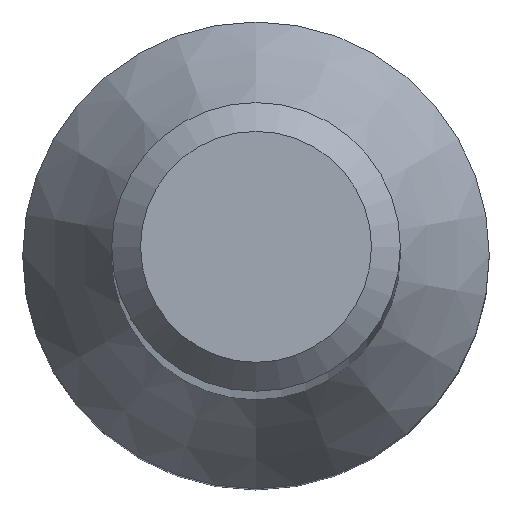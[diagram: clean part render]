
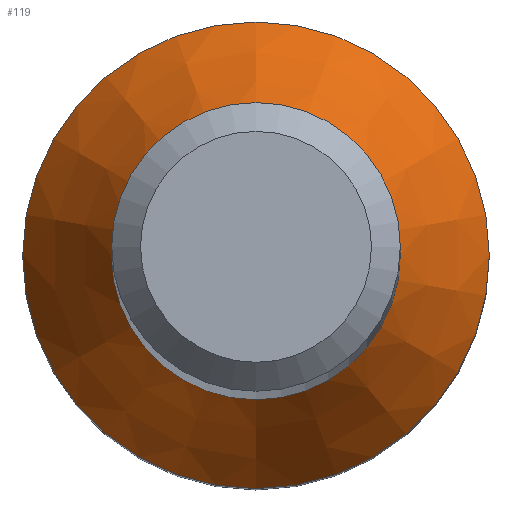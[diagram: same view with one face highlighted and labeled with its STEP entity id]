
A CAD part, top view. The second image highlights one B-rep face of the part: STEP entity #119.
In plain terms, the highlighted conical face has half-angle 30 degrees and reference radius 4.85 mm.
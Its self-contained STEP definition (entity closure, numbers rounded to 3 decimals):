
#9 = DIRECTION ( 'NONE',  ( 0., 1., 0. ) ) ;
#27 = ORIENTED_EDGE ( 'NONE', *, *, #45, .F. ) ;
#37 = FACE_BOUND ( 'NONE', #201, .T. ) ;
#39 = CARTESIAN_POINT ( 'NONE',  ( 0., 0., 19.204 ) ) ;
#40 = CIRCLE ( 'NONE', #99, 3. ) ;
#42 = CARTESIAN_POINT ( 'NONE',  ( 0., 0., 16. ) ) ;
#43 = VERTEX_POINT ( 'NONE', #242 ) ;
#45 = EDGE_CURVE ( 'NONE', #43, #43, #69, .T. ) ;
#54 = VERTEX_POINT ( 'NONE', #72 ) ;
#61 = DIRECTION ( 'NONE',  ( 0., 1., 0. ) ) ;
#68 = EDGE_CURVE ( 'NONE', #54, #54, #40, .T. ) ;
#69 = CIRCLE ( 'NONE', #161, 4.85 ) ;
#70 = CONICAL_SURFACE ( 'NONE', #109, 4.85, 0.524 ) ;
#72 = CARTESIAN_POINT ( 'NONE',  ( 0., 3., 19.204 ) ) ;
#78 = FACE_OUTER_BOUND ( 'NONE', #115, .T. ) ;
#91 = DIRECTION ( 'NONE',  ( 0., 0., -1. ) ) ;
#99 = AXIS2_PLACEMENT_3D ( 'NONE', #39, #218, #132 ) ;
#109 = AXIS2_PLACEMENT_3D ( 'NONE', #42, #91, #61 ) ;
#115 = EDGE_LOOP ( 'NONE', ( #27 ) ) ;
#119 = ADVANCED_FACE ( 'NONE', ( #37, #78 ), #70, .T. ) ;
#132 = DIRECTION ( 'NONE',  ( 0., 1., 0. ) ) ;
#153 = CARTESIAN_POINT ( 'NONE',  ( 0., 0., 16. ) ) ;
#161 = AXIS2_PLACEMENT_3D ( 'NONE', #153, #215, #9 ) ;
#200 = ORIENTED_EDGE ( 'NONE', *, *, #68, .T. ) ;
#201 = EDGE_LOOP ( 'NONE', ( #200 ) ) ;
#215 = DIRECTION ( 'NONE',  ( 0., 0., -1. ) ) ;
#218 = DIRECTION ( 'NONE',  ( 0., 0., -1. ) ) ;
#242 = CARTESIAN_POINT ( 'NONE',  ( 0., 4.85, 16. ) ) ;
